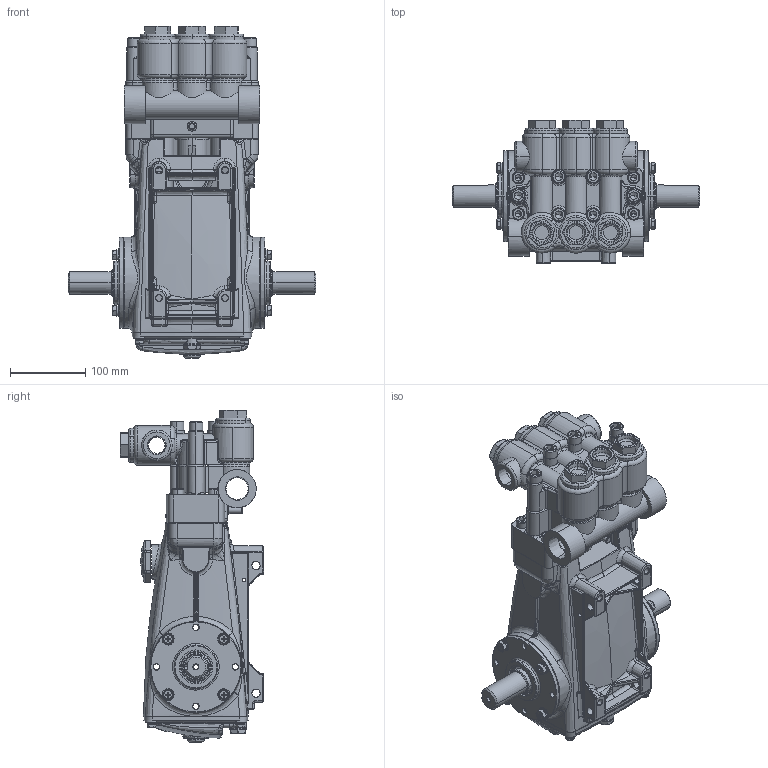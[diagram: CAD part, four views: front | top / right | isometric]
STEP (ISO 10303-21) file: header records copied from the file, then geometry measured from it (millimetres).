
FILE_DESCRIPTION (( 'STEP AP214' ), '1' );
FILE_NAME ('1530.STEP', '2020-11-17T17:58:31', ( '' ), ( '' ), 'SwSTEP 2.0', 'SolidWorks 2020', '' );
FILE_SCHEMA (( 'AUTOMOTIVE_DESIGN' ));
Length unit declared in the file: inch
Products named in the file (1): 1530
Bounding box: 330 x 190.46 x 441.99 mm (x, y, z)
Surface area: 513889.7 mm2 (no closed solid volume)
Topology: 0 solids, 92 shells, 2198 faces, 6795 edges, 4473 vertices
Faces by surface type: plane 695, cylinder 559, bspline 474, torus 270, cone 173, sphere 27
Entity records: 128710 total; most frequent: CARTESIAN_POINT 45092, ORIENTED_EDGE 11295, DIRECTION 10743, EDGE_CURVE 6713, VERTEX_POINT 4471, AXIS2_PLACEMENT_3D 4328, CIRCLE 2604, EDGE_LOOP 2436
